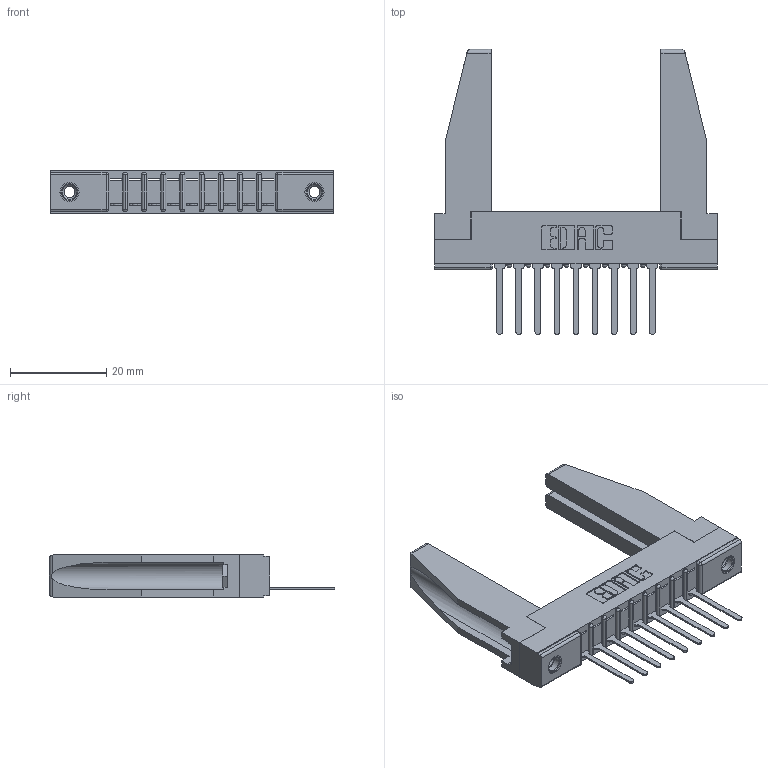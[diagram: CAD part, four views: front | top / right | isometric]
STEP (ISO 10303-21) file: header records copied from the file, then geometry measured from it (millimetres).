
FILE_DESCRIPTION (( 'STEP AP203' ), '1' );
FILE_NAME ('357-009-447-178.STEP', '2020-09-30T05:25:13', ( '' ), ( '' ), 'SwSTEP 2.0', 'SolidWorks 2020', '' );
FILE_SCHEMA (( 'CONFIG_CONTROL_DESIGN' ));
Length unit declared in the file: inch
Products named in the file (5): 307-290-001_547; 357-009-447-178; 307 Part_.156 Dia Mounting Holes; 307-220-078; 345-250-001_345-250-001-102
Assembly tree (14 placements, depth 2):
  357-009-447-178
    307 Part_.156 Dia Mounting Holes
    307-290-001_547  x9
    307-220-078  x2
    345-250-001_345-250-001-102  x2
Bounding box: 58.67 x 59.13 x 8.71 mm (x, y, z)
Volume: 7751 mm3; surface area: 9289 mm2
Topology: 14 solids, 14 shells, 762 faces, 2111 edges, 1358 vertices
Faces by surface type: plane 487, cylinder 239, sphere 20, cone 12, torus 4
Entity records: 14191 total; most frequent: CARTESIAN_POINT 2378, ORIENTED_EDGE 2320, DIRECTION 2288, EDGE_CURVE 1160, VECTOR 880, LINE 880, VERTEX_POINT 752, AXIS2_PLACEMENT_3D 704
